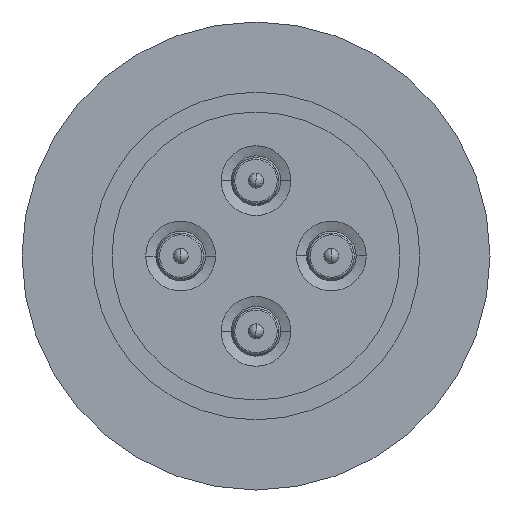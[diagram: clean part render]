
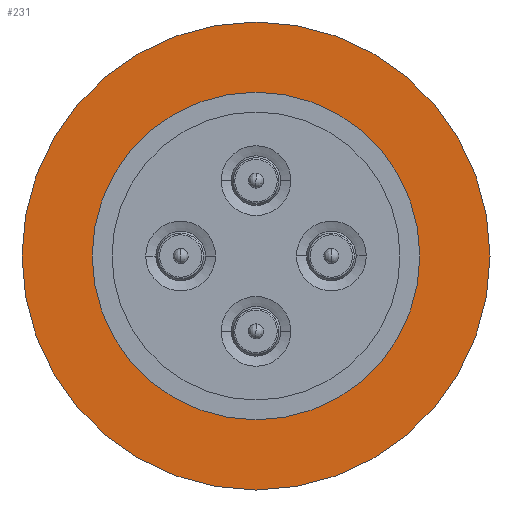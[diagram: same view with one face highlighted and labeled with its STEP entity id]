
A CAD part, front view. The second image highlights one B-rep face of the part: STEP entity #231.
In plain terms, the highlighted planar face has unit normal (0, -1, 0).
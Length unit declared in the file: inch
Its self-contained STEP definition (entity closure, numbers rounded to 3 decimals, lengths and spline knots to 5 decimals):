
#231 = ADVANCED_FACE ( 'NONE', ( #1985, #1988 ), #13310, .F. ) ;
#474 = EDGE_CURVE ( 'NONE', #12743, #5972, #10824, .T. ) ;
#480 = EDGE_CURVE ( 'NONE', #12740, #5904, #10830, .T. ) ;
#694 = EDGE_CURVE ( 'NONE', #5904, #12740, #2135, .T. ) ;
#701 = EDGE_CURVE ( 'NONE', #5972, #12743, #2150, .T. ) ;
#1985 = FACE_BOUND ( 'NONE', #9995, .T. ) ;
#1988 = FACE_OUTER_BOUND ( 'NONE', #9985, .T. ) ;
#2135 = CIRCLE ( 'NONE', #11372, 1.0325 ) ;
#2150 = CIRCLE ( 'NONE', #11375, 1.475 ) ;
#2545 = CARTESIAN_POINT ( 'NONE',  ( 0., 0., 0. ) ) ;
#2546 = DIRECTION ( 'NONE',  ( 0., 1., 0. ) ) ;
#2547 = DIRECTION ( 'NONE',  ( 1., 0., 0. ) ) ;
#2563 = CARTESIAN_POINT ( 'NONE',  ( 0., 0., 0. ) ) ;
#2564 = DIRECTION ( 'NONE',  ( 0., -1., 0. ) ) ;
#2565 = DIRECTION ( 'NONE',  ( -1., 0., 0. ) ) ;
#5904 = VERTEX_POINT ( 'NONE', #8482 ) ;
#5972 = VERTEX_POINT ( 'NONE', #8550 ) ;
#8482 = CARTESIAN_POINT ( 'NONE',  ( 1.0325, 0., 0. ) ) ;
#8550 = CARTESIAN_POINT ( 'NONE',  ( 1.475, 0., 0. ) ) ;
#9120 = CARTESIAN_POINT ( 'NONE',  ( -1.0325, 0., 0. ) ) ;
#9123 = CARTESIAN_POINT ( 'NONE',  ( -1.475, 0., 0. ) ) ;
#9985 = EDGE_LOOP ( 'NONE', ( #11936, #12034 ) ) ;
#9995 = EDGE_LOOP ( 'NONE', ( #12017, #11889 ) ) ;
#10824 = CIRCLE ( 'NONE', #11302, 1.475 ) ;
#10830 = CIRCLE ( 'NONE', #11308, 1.0325 ) ;
#10947 = CARTESIAN_POINT ( 'NONE',  ( 0., 0., 0. ) ) ;
#10948 = DIRECTION ( 'NONE',  ( 0., -1., 0. ) ) ;
#10949 = DIRECTION ( 'NONE',  ( -1., 0., 0. ) ) ;
#10963 = CARTESIAN_POINT ( 'NONE',  ( 0., 0., 0. ) ) ;
#10964 = DIRECTION ( 'NONE',  ( 0., 1., 0. ) ) ;
#10965 = DIRECTION ( 'NONE',  ( 1., 0., 0. ) ) ;
#11131 = AXIS2_PLACEMENT_3D ( 'NONE', #13302, #13312, #13313 ) ;
#11302 = AXIS2_PLACEMENT_3D ( 'NONE', #2545, #2546, #2547 ) ;
#11308 = AXIS2_PLACEMENT_3D ( 'NONE', #2563, #2564, #2565 ) ;
#11372 = AXIS2_PLACEMENT_3D ( 'NONE', #10947, #10948, #10949 ) ;
#11375 = AXIS2_PLACEMENT_3D ( 'NONE', #10963, #10964, #10965 ) ;
#11889 = ORIENTED_EDGE ( 'NONE', *, *, #694, .F. ) ;
#11936 = ORIENTED_EDGE ( 'NONE', *, *, #474, .F. ) ;
#12017 = ORIENTED_EDGE ( 'NONE', *, *, #480, .F. ) ;
#12034 = ORIENTED_EDGE ( 'NONE', *, *, #701, .F. ) ;
#12740 = VERTEX_POINT ( 'NONE', #9120 ) ;
#12743 = VERTEX_POINT ( 'NONE', #9123 ) ;
#13302 = CARTESIAN_POINT ( 'NONE',  ( 0., 0., 0. ) ) ;
#13310 = PLANE ( 'NONE',  #11131 ) ;
#13312 = DIRECTION ( 'NONE',  ( 0., 1., 0. ) ) ;
#13313 = DIRECTION ( 'NONE',  ( 1., 0., 0. ) ) ;
